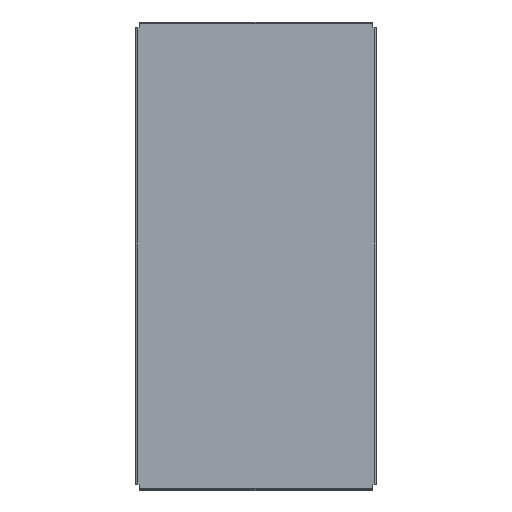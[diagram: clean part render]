
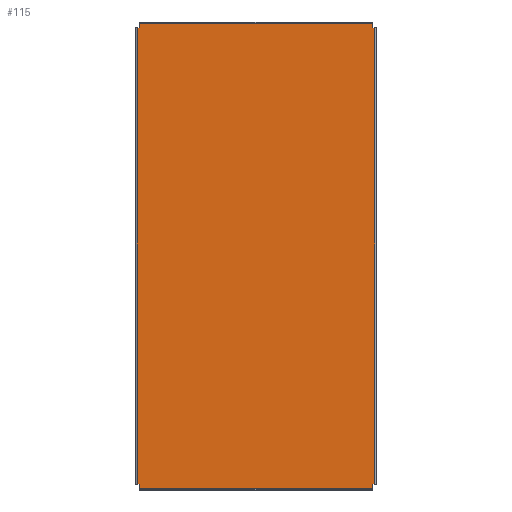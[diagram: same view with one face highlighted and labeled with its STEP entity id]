
A CAD part, top view. The second image highlights one B-rep face of the part: STEP entity #115.
In plain terms, the highlighted planar face has unit normal (0, 0, 1).
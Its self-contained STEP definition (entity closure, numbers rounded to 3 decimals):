
#1 = EDGE_CURVE ( 'NONE', #2477, #3049, #2690, .T. ) ;
#115 = ADVANCED_FACE ( 'NONE', ( #2836 ), #1328, .T. ) ;
#192 = EDGE_CURVE ( 'NONE', #2477, #2857, #3245, .T. ) ;
#193 = EDGE_CURVE ( 'NONE', #2857, #2819, #3247, .T. ) ;
#194 = EDGE_CURVE ( 'NONE', #2819, #2780, #3239, .T. ) ;
#195 = EDGE_CURVE ( 'NONE', #2935, #2780, #3237, .T. ) ;
#196 = EDGE_CURVE ( 'NONE', #2935, #2704, #3241, .T. ) ;
#197 = EDGE_CURVE ( 'NONE', #2897, #2704, #3233, .T. ) ;
#198 = EDGE_CURVE ( 'NONE', #2897, #2628, #3235, .T. ) ;
#199 = EDGE_CURVE ( 'NONE', #2628, #2590, #3229, .T. ) ;
#200 = EDGE_CURVE ( 'NONE', #2590, #2552, #3227, .T. ) ;
#201 = EDGE_CURVE ( 'NONE', #2666, #2552, #3225, .T. ) ;
#202 = EDGE_CURVE ( 'NONE', #2666, #3049, #3231, .T. ) ;
#463 = AXIS2_PLACEMENT_3D ( 'NONE', #1312, #1330, #1324 ) ;
#1201 = ORIENTED_EDGE ( 'NONE', *, *, #1, .F. ) ;
#1202 = ORIENTED_EDGE ( 'NONE', *, *, #192, .T. ) ;
#1203 = ORIENTED_EDGE ( 'NONE', *, *, #193, .T. ) ;
#1204 = ORIENTED_EDGE ( 'NONE', *, *, #194, .T. ) ;
#1205 = ORIENTED_EDGE ( 'NONE', *, *, #195, .F. ) ;
#1206 = ORIENTED_EDGE ( 'NONE', *, *, #196, .T. ) ;
#1207 = ORIENTED_EDGE ( 'NONE', *, *, #197, .F. ) ;
#1208 = ORIENTED_EDGE ( 'NONE', *, *, #198, .T. ) ;
#1209 = ORIENTED_EDGE ( 'NONE', *, *, #199, .T. ) ;
#1210 = ORIENTED_EDGE ( 'NONE', *, *, #200, .T. ) ;
#1211 = ORIENTED_EDGE ( 'NONE', *, *, #201, .F. ) ;
#1212 = ORIENTED_EDGE ( 'NONE', *, *, #202, .T. ) ;
#1312 = CARTESIAN_POINT ( 'NONE',  ( -242., -482.5, 2. ) ) ;
#1324 = DIRECTION ( 'NONE',  ( 1., 0., 0. ) ) ;
#1328 = PLANE ( 'NONE',  #463 ) ;
#1330 = DIRECTION ( 'NONE',  ( 0., 0., 1. ) ) ;
#1385 = DIRECTION ( 'NONE',  ( 0., -1., 0. ) ) ;
#1389 = CARTESIAN_POINT ( 'NONE',  ( -246., 472.5, 2. ) ) ;
#1391 = CARTESIAN_POINT ( 'NONE',  ( 246., -472.5, 2. ) ) ;
#1392 = CARTESIAN_POINT ( 'NONE',  ( 242., 482.5, 2. ) ) ;
#1395 = CARTESIAN_POINT ( 'NONE',  ( -247., -472.5, 2. ) ) ;
#1398 = DIRECTION ( 'NONE',  ( 1., 0., 0. ) ) ;
#2121 = DIRECTION ( 'NONE',  ( 0., -1., 0. ) ) ;
#2131 = CARTESIAN_POINT ( 'NONE',  ( -242., 481.5, 2. ) ) ;
#2133 = DIRECTION ( 'NONE',  ( 0., 1., 0. ) ) ;
#2137 = CARTESIAN_POINT ( 'NONE',  ( 242., 482.5, 2. ) ) ;
#2138 = DIRECTION ( 'NONE',  ( 1., 0., 0. ) ) ;
#2139 = CARTESIAN_POINT ( 'NONE',  ( 247., 472.5, 2. ) ) ;
#2143 = DIRECTION ( 'NONE',  ( -1., 0., 0. ) ) ;
#2144 = DIRECTION ( 'NONE',  ( -1., 0., 0. ) ) ;
#2149 = DIRECTION ( 'NONE',  ( 0., 1., 0. ) ) ;
#2150 = DIRECTION ( 'NONE',  ( 0., 1., 0. ) ) ;
#2151 = CARTESIAN_POINT ( 'NONE',  ( 247., -472.5, 2. ) ) ;
#2153 = CARTESIAN_POINT ( 'NONE',  ( -242., 482.5, 2. ) ) ;
#2154 = CARTESIAN_POINT ( 'NONE',  ( 242., -481.5, 2. ) ) ;
#2156 = DIRECTION ( 'NONE',  ( 0., -1., 0. ) ) ;
#2160 = DIRECTION ( 'NONE',  ( -1., 0., 0. ) ) ;
#2164 = CARTESIAN_POINT ( 'NONE',  ( -242., 482.5, 2. ) ) ;
#2219 = CARTESIAN_POINT ( 'NONE',  ( -247., 472.5, 2. ) ) ;
#2275 = DIRECTION ( 'NONE',  ( 1., 0., 0. ) ) ;
#2297 = CARTESIAN_POINT ( 'NONE',  ( 246., -472.5, 2. ) ) ;
#2307 = CARTESIAN_POINT ( 'NONE',  ( -246., -472.5, 2. ) ) ;
#2311 = CARTESIAN_POINT ( 'NONE',  ( -242., 472.5, 2. ) ) ;
#2319 = CARTESIAN_POINT ( 'NONE',  ( -242., -472.5, 2. ) ) ;
#2332 = CARTESIAN_POINT ( 'NONE',  ( -242., -481.5, 2. ) ) ;
#2364 = CARTESIAN_POINT ( 'NONE',  ( 242., -472.5, 2. ) ) ;
#2377 = CARTESIAN_POINT ( 'NONE',  ( -242., 481.5, 2. ) ) ;
#2390 = CARTESIAN_POINT ( 'NONE',  ( 246., 472.5, 2. ) ) ;
#2407 = CARTESIAN_POINT ( 'NONE',  ( 242., 472.5, 2. ) ) ;
#2418 = CARTESIAN_POINT ( 'NONE',  ( 242., 481.5, 2. ) ) ;
#2454 = CARTESIAN_POINT ( 'NONE',  ( -246., 472.5, 2. ) ) ;
#2466 = CARTESIAN_POINT ( 'NONE',  ( 242., -481.5, 2. ) ) ;
#2477 = VERTEX_POINT ( 'NONE', #2454 ) ;
#2552 = VERTEX_POINT ( 'NONE', #2418 ) ;
#2590 = VERTEX_POINT ( 'NONE', #2407 ) ;
#2628 = VERTEX_POINT ( 'NONE', #2390 ) ;
#2652 = VECTOR ( 'NONE', #2275, 1000. ) ;
#2666 = VERTEX_POINT ( 'NONE', #2377 ) ;
#2690 = LINE ( 'NONE', #2219, #2652 ) ;
#2704 = VERTEX_POINT ( 'NONE', #2364 ) ;
#2780 = VERTEX_POINT ( 'NONE', #2332 ) ;
#2819 = VERTEX_POINT ( 'NONE', #2319 ) ;
#2836 = FACE_OUTER_BOUND ( 'NONE', #3039, .T. ) ;
#2857 = VERTEX_POINT ( 'NONE', #2307 ) ;
#2897 = VERTEX_POINT ( 'NONE', #2297 ) ;
#2935 = VERTEX_POINT ( 'NONE', #2466 ) ;
#3039 = EDGE_LOOP ( 'NONE', ( #1201, #1202, #1203, #1204, #1205, #1206, #1207, #1208, #1209, #1210, #1211, #1212 ) ) ;
#3049 = VERTEX_POINT ( 'NONE', #2311 ) ;
#3220 = VECTOR ( 'NONE', #2121, 1000. ) ;
#3222 = VECTOR ( 'NONE', #2138, 1000. ) ;
#3224 = VECTOR ( 'NONE', #2133, 1000. ) ;
#3225 = LINE ( 'NONE', #2131, #3222 ) ;
#3226 = VECTOR ( 'NONE', #2143, 1000. ) ;
#3227 = LINE ( 'NONE', #2137, #3224 ) ;
#3228 = VECTOR ( 'NONE', #2149, 1000. ) ;
#3229 = LINE ( 'NONE', #2139, #3226 ) ;
#3230 = VECTOR ( 'NONE', #2144, 1000. ) ;
#3231 = LINE ( 'NONE', #2153, #3220 ) ;
#3232 = VECTOR ( 'NONE', #2150, 1000. ) ;
#3233 = LINE ( 'NONE', #2151, #3230 ) ;
#3234 = VECTOR ( 'NONE', #2160, 1000. ) ;
#3235 = LINE ( 'NONE', #1391, #3228 ) ;
#3236 = VECTOR ( 'NONE', #2156, 1000. ) ;
#3237 = LINE ( 'NONE', #2154, #3234 ) ;
#3238 = VECTOR ( 'NONE', #1398, 1000. ) ;
#3239 = LINE ( 'NONE', #2164, #3236 ) ;
#3241 = LINE ( 'NONE', #1392, #3232 ) ;
#3243 = VECTOR ( 'NONE', #1385, 1000. ) ;
#3245 = LINE ( 'NONE', #1389, #3243 ) ;
#3247 = LINE ( 'NONE', #1395, #3238 ) ;
